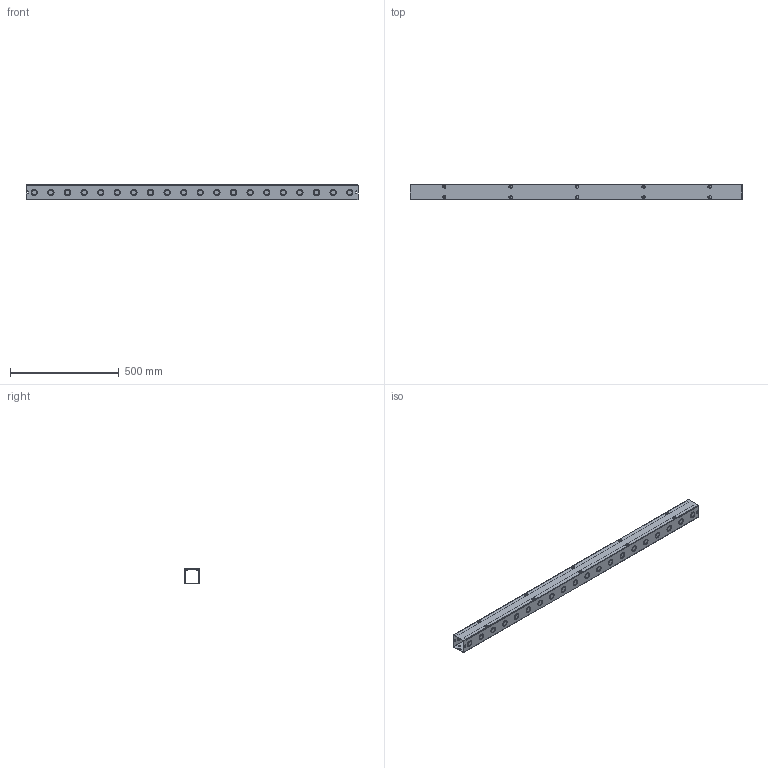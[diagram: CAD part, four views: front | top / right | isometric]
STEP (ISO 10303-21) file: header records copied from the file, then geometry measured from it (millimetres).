
FILE_DESCRIPTION(/* description */ ('WW, S, BLR, GALV, 2.5X2.5X60'),/* implementation_level */ '2;1');
FILE_NAME(/* name */ 'S2260G.stp',/* time_stamp */ '2017-06-23T19:57:04+05:00',/* author */ ('vdas'),/* organization */ (''),/* preprocessor_version */ 'ST-DEVELOPER v16.1',/* originating_system */ 'Autodesk Inventor 2016',/* authorisation */ '');
FILE_SCHEMA (('AUTOMOTIVE_DESIGN { 1 0 10303 214 3 1 1 }'));
Length unit declared in the file: inch
Products named in the file (4): S2260GBLR; S2260GLID; 372141; S2260G
Assembly tree (12 placements, depth 2):
  S2260G
    S2260GBLR
    S2260GLID
    372141  x10
Bounding box: 1524 x 68.25 x 71.69 mm (x, y, z)
Volume: 713221.7 mm3; surface area: 906383.8 mm2
Topology: 12 solids, 12 shells, 1098 faces, 2480 edges, 1496 vertices
Faces by surface type: plane 414, cone 270, cylinder 254, torus 140, bspline 20
Full cylindrical faces by diameter (mm): 4.089 x10, 4.595 x80, 6.35 x4, 7.938 x10, 22.225 x40, 28.575 x40
Entity records: 11624 total; most frequent: CARTESIAN_POINT 2431, DIRECTION 1910, ORIENTED_EDGE 1484, AXIS2_PLACEMENT_3D 807, EDGE_CURVE 742, EDGE_LOOP 702, VERTEX_POINT 564, FACE_OUTER_BOUND 413
